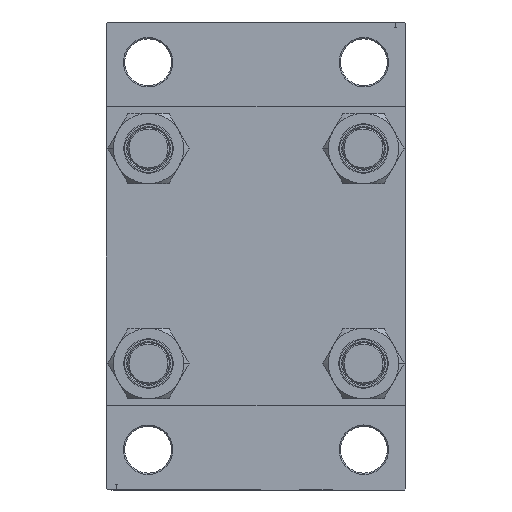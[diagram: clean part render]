
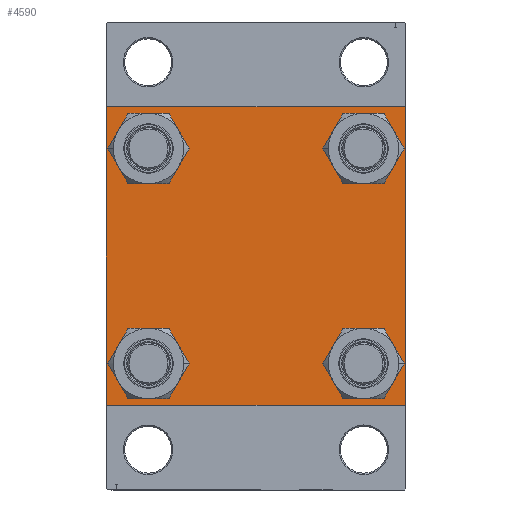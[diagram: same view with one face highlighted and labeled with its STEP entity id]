
A CAD part, left-side view. The second image highlights one B-rep face of the part: STEP entity #4590.
In plain terms, the highlighted planar face has unit normal (-1, 0, 0).
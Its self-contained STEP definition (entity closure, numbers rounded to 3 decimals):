
#106 = CARTESIAN_POINT ( 'NONE',  ( 0., 41.35, -32.85 ) ) ;
#751 = EDGE_CURVE ( 'NONE', #45621, #29360, #5071, .T. ) ;
#833 = DIRECTION ( 'NONE',  ( 0., -1., 0. ) ) ;
#924 = CARTESIAN_POINT ( 'NONE',  ( 0., -57.5, 57. ) ) ;
#1054 = CARTESIAN_POINT ( 'NONE',  ( 0., 41.35, -41.35 ) ) ;
#1154 = EDGE_CURVE ( 'NONE', #14032, #38272, #27000, .T. ) ;
#1328 = LINE ( 'NONE', #16970, #44609 ) ;
#3542 = DIRECTION ( 'NONE',  ( 0., 0.707, -0.707 ) ) ;
#4365 = VERTEX_POINT ( 'NONE', #5246 ) ;
#4444 = FACE_BOUND ( 'NONE', #33950, .T. ) ;
#4590 = ADVANCED_FACE ( 'NONE', ( #4444, #30821, #26920, #42089, #31071 ), #4934, .T. ) ;
#4752 = ORIENTED_EDGE ( 'NONE', *, *, #29625, .T. ) ;
#4934 = PLANE ( 'NONE',  #48345 ) ;
#4945 = EDGE_CURVE ( 'NONE', #16475, #7587, #5360, .T. ) ;
#5071 = CIRCLE ( 'NONE', #32356, 8.5 ) ;
#5246 = CARTESIAN_POINT ( 'NONE',  ( 0., 57.5, -57. ) ) ;
#5360 = LINE ( 'NONE', #39077, #40536 ) ;
#5993 = CARTESIAN_POINT ( 'NONE',  ( 0., 41.35, 41.35 ) ) ;
#6711 = CIRCLE ( 'NONE', #24655, 8.5 ) ;
#7415 = VECTOR ( 'NONE', #833, 1000. ) ;
#7587 = VERTEX_POINT ( 'NONE', #32153 ) ;
#7708 = EDGE_CURVE ( 'NONE', #14032, #30687, #34098, .T. ) ;
#8293 = VECTOR ( 'NONE', #30956, 1000. ) ;
#8954 = AXIS2_PLACEMENT_3D ( 'NONE', #1054, #20372, #45554 ) ;
#9572 = EDGE_CURVE ( 'NONE', #11538, #42324, #39945, .T. ) ;
#10147 = ORIENTED_EDGE ( 'NONE', *, *, #40436, .T. ) ;
#10230 = EDGE_CURVE ( 'NONE', #23224, #7587, #1328, .T. ) ;
#10368 = CARTESIAN_POINT ( 'NONE',  ( 0., 57., 57.5 ) ) ;
#10664 = CARTESIAN_POINT ( 'NONE',  ( 0., 41.35, 41.35 ) ) ;
#10774 = EDGE_LOOP ( 'NONE', ( #40654, #38530 ) ) ;
#10801 = CARTESIAN_POINT ( 'NONE',  ( 0., -41.35, -41.35 ) ) ;
#10827 = EDGE_CURVE ( 'NONE', #33774, #16475, #46898, .T. ) ;
#11307 = DIRECTION ( 'NONE',  ( 0., 0., -1. ) ) ;
#11529 = DIRECTION ( 'NONE',  ( 0., 0., 1. ) ) ;
#11538 = VERTEX_POINT ( 'NONE', #41305 ) ;
#12568 = DIRECTION ( 'NONE',  ( 0., 0., -1. ) ) ;
#12958 = CIRCLE ( 'NONE', #41029, 8.5 ) ;
#13562 = DIRECTION ( 'NONE',  ( 0., 0., 1. ) ) ;
#13658 = EDGE_CURVE ( 'NONE', #4365, #33774, #33261, .T. ) ;
#14032 = VERTEX_POINT ( 'NONE', #10368 ) ;
#14154 = DIRECTION ( 'NONE',  ( 0., 0., 1. ) ) ;
#14872 = CARTESIAN_POINT ( 'NONE',  ( 0., -41.35, 41.35 ) ) ;
#15278 = DIRECTION ( 'NONE',  ( 0., 0., 1. ) ) ;
#15684 = DIRECTION ( 'NONE',  ( 1., 0., 0. ) ) ;
#16014 = DIRECTION ( 'NONE',  ( 1., 0., 0. ) ) ;
#16060 = LINE ( 'NONE', #35825, #8293 ) ;
#16194 = CIRCLE ( 'NONE', #21639, 8.5 ) ;
#16473 = CARTESIAN_POINT ( 'NONE',  ( 0., -41.35, 41.35 ) ) ;
#16475 = VERTEX_POINT ( 'NONE', #23349 ) ;
#16970 = CARTESIAN_POINT ( 'NONE',  ( 0., -57.5, 57.5 ) ) ;
#17531 = VERTEX_POINT ( 'NONE', #27459 ) ;
#18282 = AXIS2_PLACEMENT_3D ( 'NONE', #14872, #37361, #14154 ) ;
#18491 = CARTESIAN_POINT ( 'NONE',  ( 0., -41.35, -32.85 ) ) ;
#18601 = CARTESIAN_POINT ( 'NONE',  ( 0., 57.25, -57.25 ) ) ;
#18688 = ORIENTED_EDGE ( 'NONE', *, *, #13658, .T. ) ;
#18901 = VERTEX_POINT ( 'NONE', #26771 ) ;
#19409 = DIRECTION ( 'NONE',  ( 1., 0., 0. ) ) ;
#19430 = CARTESIAN_POINT ( 'NONE',  ( 0., 57.5, 57.5 ) ) ;
#19848 = DIRECTION ( 'NONE',  ( 0., 0., 1. ) ) ;
#20105 = CARTESIAN_POINT ( 'NONE',  ( 0., 57., -57.5 ) ) ;
#20267 = DIRECTION ( 'NONE',  ( 0., -0.707, 0.707 ) ) ;
#20372 = DIRECTION ( 'NONE',  ( 1., 0., 0. ) ) ;
#21233 = VECTOR ( 'NONE', #40038, 1000. ) ;
#21315 = VECTOR ( 'NONE', #11307, 1000. ) ;
#21639 = AXIS2_PLACEMENT_3D ( 'NONE', #30095, #15684, #22763 ) ;
#21653 = DIRECTION ( 'NONE',  ( 1., 0., 0. ) ) ;
#22763 = DIRECTION ( 'NONE',  ( 0., 0., 1. ) ) ;
#23224 = VERTEX_POINT ( 'NONE', #924 ) ;
#23322 = ORIENTED_EDGE ( 'NONE', *, *, #751, .T. ) ;
#23349 = CARTESIAN_POINT ( 'NONE',  ( 0., -57., -57.5 ) ) ;
#23617 = ORIENTED_EDGE ( 'NONE', *, *, #42777, .T. ) ;
#23644 = EDGE_LOOP ( 'NONE', ( #10147, #18688, #47291, #42179, #25456, #35565, #35365, #24553 ) ) ;
#24553 = ORIENTED_EDGE ( 'NONE', *, *, #7708, .T. ) ;
#24655 = AXIS2_PLACEMENT_3D ( 'NONE', #16473, #19409, #27223 ) ;
#25312 = ORIENTED_EDGE ( 'NONE', *, *, #26939, .T. ) ;
#25456 = ORIENTED_EDGE ( 'NONE', *, *, #10230, .F. ) ;
#25727 = CARTESIAN_POINT ( 'NONE',  ( 0., 57.5, 57.5 ) ) ;
#25860 = AXIS2_PLACEMENT_3D ( 'NONE', #10801, #41351, #11529 ) ;
#26771 = CARTESIAN_POINT ( 'NONE',  ( 0., -41.35, 49.85 ) ) ;
#26920 = FACE_BOUND ( 'NONE', #29101, .T. ) ;
#26939 = EDGE_CURVE ( 'NONE', #18901, #17531, #6711, .T. ) ;
#27000 = LINE ( 'NONE', #19430, #7415 ) ;
#27223 = DIRECTION ( 'NONE',  ( 0., 0., 1. ) ) ;
#27245 = CARTESIAN_POINT ( 'NONE',  ( 0., -41.35, -41.35 ) ) ;
#27459 = CARTESIAN_POINT ( 'NONE',  ( 0., -41.35, 32.85 ) ) ;
#27994 = DIRECTION ( 'NONE',  ( 1., 0., 0. ) ) ;
#28012 = EDGE_CURVE ( 'NONE', #23224, #38272, #16060, .T. ) ;
#29101 = EDGE_LOOP ( 'NONE', ( #4752, #23617 ) ) ;
#29360 = VERTEX_POINT ( 'NONE', #43936 ) ;
#29625 = EDGE_CURVE ( 'NONE', #47303, #47760, #16194, .T. ) ;
#29887 = ORIENTED_EDGE ( 'NONE', *, *, #35675, .T. ) ;
#30095 = CARTESIAN_POINT ( 'NONE',  ( 0., 41.35, -41.35 ) ) ;
#30333 = CARTESIAN_POINT ( 'NONE',  ( 0., 0., 0. ) ) ;
#30600 = EDGE_LOOP ( 'NONE', ( #29887, #23322 ) ) ;
#30687 = VERTEX_POINT ( 'NONE', #45324 ) ;
#30821 = FACE_BOUND ( 'NONE', #10774, .T. ) ;
#30956 = DIRECTION ( 'NONE',  ( 0., 0.707, 0.707 ) ) ;
#31071 = FACE_OUTER_BOUND ( 'NONE', #23644, .T. ) ;
#32153 = CARTESIAN_POINT ( 'NONE',  ( 0., -57.5, -57. ) ) ;
#32293 = CARTESIAN_POINT ( 'NONE',  ( 0., -57., 57.5 ) ) ;
#32356 = AXIS2_PLACEMENT_3D ( 'NONE', #5993, #27994, #13562 ) ;
#33261 = LINE ( 'NONE', #18601, #39943 ) ;
#33313 = LINE ( 'NONE', #25727, #21315 ) ;
#33774 = VERTEX_POINT ( 'NONE', #20105 ) ;
#33950 = EDGE_LOOP ( 'NONE', ( #25312, #43696 ) ) ;
#34098 = LINE ( 'NONE', #37512, #37529 ) ;
#34868 = CARTESIAN_POINT ( 'NONE',  ( 0., 41.35, 32.85 ) ) ;
#35365 = ORIENTED_EDGE ( 'NONE', *, *, #1154, .F. ) ;
#35565 = ORIENTED_EDGE ( 'NONE', *, *, #28012, .T. ) ;
#35675 = EDGE_CURVE ( 'NONE', #29360, #45621, #41534, .T. ) ;
#35825 = CARTESIAN_POINT ( 'NONE',  ( 0., -57.25, 57.25 ) ) ;
#35889 = CARTESIAN_POINT ( 'NONE',  ( 0., 57.5, -57.5 ) ) ;
#36091 = DIRECTION ( 'NONE',  ( 0., 0., 1. ) ) ;
#37361 = DIRECTION ( 'NONE',  ( 1., 0., 0. ) ) ;
#37512 = CARTESIAN_POINT ( 'NONE',  ( 0., 57.25, 57.25 ) ) ;
#37529 = VECTOR ( 'NONE', #3542, 1000. ) ;
#37821 = CIRCLE ( 'NONE', #18282, 8.5 ) ;
#38175 = DIRECTION ( 'NONE',  ( -1., 0., 0. ) ) ;
#38272 = VERTEX_POINT ( 'NONE', #32293 ) ;
#38530 = ORIENTED_EDGE ( 'NONE', *, *, #9572, .T. ) ;
#39077 = CARTESIAN_POINT ( 'NONE',  ( 0., -57.25, -57.25 ) ) ;
#39943 = VECTOR ( 'NONE', #40839, 1000. ) ;
#39945 = CIRCLE ( 'NONE', #25860, 8.5 ) ;
#40038 = DIRECTION ( 'NONE',  ( 0., -1., 0. ) ) ;
#40436 = EDGE_CURVE ( 'NONE', #30687, #4365, #33313, .T. ) ;
#40536 = VECTOR ( 'NONE', #20267, 1000. ) ;
#40654 = ORIENTED_EDGE ( 'NONE', *, *, #46511, .T. ) ;
#40757 = AXIS2_PLACEMENT_3D ( 'NONE', #10664, #21653, #36091 ) ;
#40839 = DIRECTION ( 'NONE',  ( 0., -0.707, -0.707 ) ) ;
#41029 = AXIS2_PLACEMENT_3D ( 'NONE', #27245, #16014, #15278 ) ;
#41305 = CARTESIAN_POINT ( 'NONE',  ( 0., -41.35, -49.85 ) ) ;
#41351 = DIRECTION ( 'NONE',  ( 1., 0., 0. ) ) ;
#41534 = CIRCLE ( 'NONE', #40757, 8.5 ) ;
#41703 = CIRCLE ( 'NONE', #8954, 8.5 ) ;
#42089 = FACE_BOUND ( 'NONE', #30600, .T. ) ;
#42179 = ORIENTED_EDGE ( 'NONE', *, *, #4945, .T. ) ;
#42324 = VERTEX_POINT ( 'NONE', #18491 ) ;
#42777 = EDGE_CURVE ( 'NONE', #47760, #47303, #41703, .T. ) ;
#43314 = CARTESIAN_POINT ( 'NONE',  ( 0., 41.35, -49.85 ) ) ;
#43534 = EDGE_CURVE ( 'NONE', #17531, #18901, #37821, .T. ) ;
#43696 = ORIENTED_EDGE ( 'NONE', *, *, #43534, .T. ) ;
#43936 = CARTESIAN_POINT ( 'NONE',  ( 0., 41.35, 49.85 ) ) ;
#44609 = VECTOR ( 'NONE', #12568, 1000. ) ;
#45324 = CARTESIAN_POINT ( 'NONE',  ( 0., 57.5, 57. ) ) ;
#45554 = DIRECTION ( 'NONE',  ( 0., 0., 1. ) ) ;
#45621 = VERTEX_POINT ( 'NONE', #34868 ) ;
#46511 = EDGE_CURVE ( 'NONE', #42324, #11538, #12958, .T. ) ;
#46898 = LINE ( 'NONE', #35889, #21233 ) ;
#47291 = ORIENTED_EDGE ( 'NONE', *, *, #10827, .T. ) ;
#47303 = VERTEX_POINT ( 'NONE', #106 ) ;
#47760 = VERTEX_POINT ( 'NONE', #43314 ) ;
#48345 = AXIS2_PLACEMENT_3D ( 'NONE', #30333, #38175, #19848 ) ;
